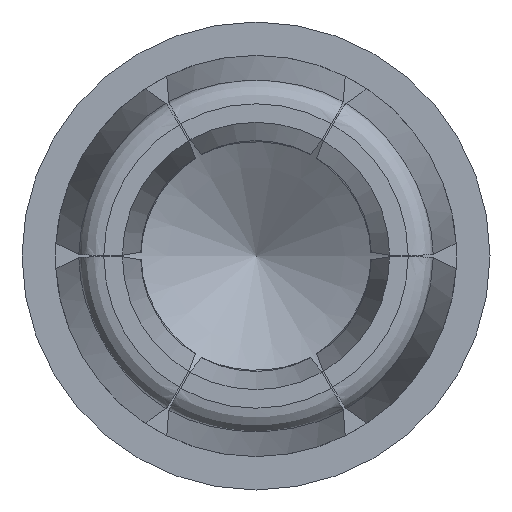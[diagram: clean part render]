
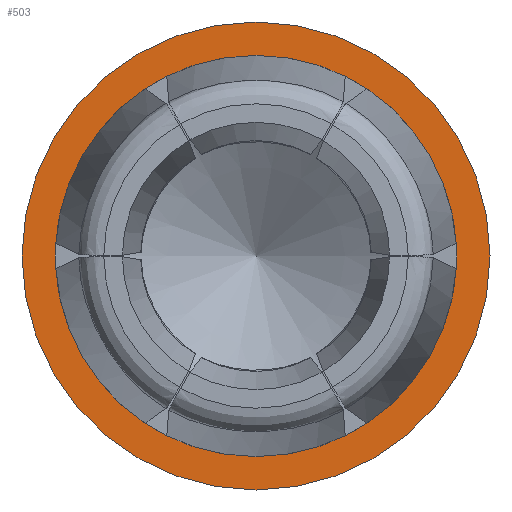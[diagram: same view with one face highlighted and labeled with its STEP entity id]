
A CAD part, left-side view. The second image highlights one B-rep face of the part: STEP entity #503.
In plain terms, the highlighted planar face has unit normal (-1, 0, 0).
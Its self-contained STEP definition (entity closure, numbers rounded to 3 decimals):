
#144=PLANE('',#1468);
#503=ADVANCED_FACE('',(#592,#593),#144,.F.);
#592=FACE_BOUND('',#632,.T.);
#593=FACE_BOUND('',#633,.T.);
#632=EDGE_LOOP('',(#808));
#633=EDGE_LOOP('',(#809));
#808=ORIENTED_EDGE('',*,*,#1221,.T.);
#809=ORIENTED_EDGE('',*,*,#1187,.F.);
#1065=VERTEX_POINT('',#1758);
#1100=VERTEX_POINT('',#1955);
#1187=EDGE_CURVE('',#1065,#1065,#1374,.T.);
#1221=EDGE_CURVE('',#1100,#1100,#1394,.T.);
#1374=CIRCLE('',#1411,2.8);
#1394=CIRCLE('',#1439,2.4);
#1411=AXIS2_PLACEMENT_3D('',#1757,#1501,#1502);
#1439=AXIS2_PLACEMENT_3D('',#1954,#1569,#1570);
#1468=AXIS2_PLACEMENT_3D('',#2044,#1663,#1664);
#1501=DIRECTION('',(1.,0.,0.));
#1502=DIRECTION('',(0.,1.,0.));
#1569=DIRECTION('',(1.,0.,0.));
#1570=DIRECTION('',(0.,1.,0.));
#1663=DIRECTION('',(1.,0.,0.));
#1664=DIRECTION('',(0.,-1.,0.));
#1757=CARTESIAN_POINT('',(1.,-5.,10.2));
#1758=CARTESIAN_POINT('',(1.,-2.2,10.2));
#1954=CARTESIAN_POINT('',(1.,-5.,10.2));
#1955=CARTESIAN_POINT('',(1.,-2.6,10.2));
#2044=CARTESIAN_POINT('',(1.,-5.,10.2));
